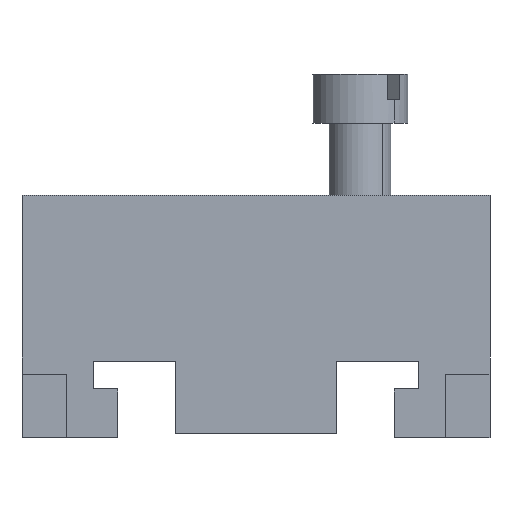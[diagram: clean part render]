
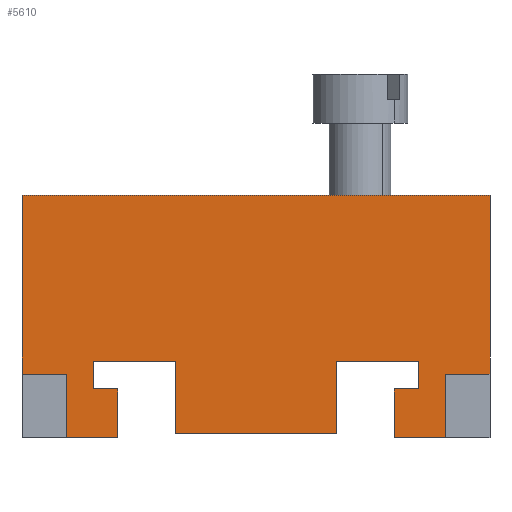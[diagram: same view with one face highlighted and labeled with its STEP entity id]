
A CAD part, left-side view. The second image highlights one B-rep face of the part: STEP entity #5610.
In plain terms, the highlighted face is planar.
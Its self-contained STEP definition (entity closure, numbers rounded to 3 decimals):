
#2850=CARTESIAN_POINT('',(-128.031,109.527,-7.9));
#2860=VERTEX_POINT('',#2850);
#2890=CARTESIAN_POINT('',(-128.031,0.,-7.9));
#2900=DIRECTION('',(0.,1.,0.));
#2910=VECTOR('',#2900,1.);
#2920=LINE('',#2890,#2910);
#2930=CARTESIAN_POINT('',(-128.031,111.827,-7.9));
#2940=VERTEX_POINT('',#2930);
#2950=EDGE_CURVE('',#2860,#2940,#2920,.T.);
#3240=CARTESIAN_POINT('',(-126.881,111.827,-7.9));
#3250=VERTEX_POINT('',#3240);
#3280=CARTESIAN_POINT('',(-126.881,-7.305,-7.9));
#3290=DIRECTION('',(0.,-1.,0.));
#3300=VECTOR('',#3290,1.);
#3310=LINE('',#3280,#3300);
#3320=CARTESIAN_POINT('',(-126.881,113.127,-7.9));
#3330=VERTEX_POINT('',#3320);
#3340=EDGE_CURVE('',#3330,#3250,#3310,.T.);
#3580=CARTESIAN_POINT('',(11.485,111.827,-7.9));
#3590=DIRECTION('',(1.,0.,0.));
#3600=VECTOR('',#3590,1.);
#3610=LINE('',#3580,#3600);
#3620=EDGE_CURVE('',#2940,#3250,#3610,.T.);
#3810=CARTESIAN_POINT('',(11.485,113.127,-7.9));
#3820=DIRECTION('',(1.,0.,0.));
#3830=VECTOR('',#3820,1.);
#3840=LINE('',#3810,#3830);
#3850=CARTESIAN_POINT('',(-130.731,113.127,-7.9));
#3860=VERTEX_POINT('',#3850);
#3870=EDGE_CURVE('',#3860,#3330,#3840,.T.);
#4240=CARTESIAN_POINT('',(-145.031,120.927,-7.9));
#4250=DIRECTION('',(0.,0.,1.));
#4260=DIRECTION('',(-1.,0.,0.));
#4270=AXIS2_PLACEMENT_3D('',#4240,#4250,#4260);
#4280=PLANE('',#4270);
#4290=CARTESIAN_POINT('',(-141.031,0.,-7.9));
#4300=DIRECTION('',(0.,-1.,0.));
#4310=VECTOR('',#4300,1.);
#4320=LINE('',#4290,#4310);
#4330=CARTESIAN_POINT('',(-141.031,111.827,-7.9));
#4340=VERTEX_POINT('',#4330);
#4350=CARTESIAN_POINT('',(-141.031,109.527,-7.9));
#4360=VERTEX_POINT('',#4350);
#4370=EDGE_CURVE('',#4340,#4360,#4320,.T.);
#4380=ORIENTED_EDGE('',*,*,#4370,.T.);
#4390=CARTESIAN_POINT('',(11.485,111.827,-7.9));
#4400=DIRECTION('',(1.,0.,0.));
#4410=VECTOR('',#4400,1.);
#4420=LINE('',#4390,#4410);
#4430=CARTESIAN_POINT('',(-142.181,111.827,-7.9));
#4440=VERTEX_POINT('',#4430);
#4450=EDGE_CURVE('',#4440,#4340,#4420,.T.);
#4460=ORIENTED_EDGE('',*,*,#4450,.T.);
#4470=CARTESIAN_POINT('',(-142.181,-7.305,-7.9));
#4480=DIRECTION('',(0.,-1.,0.));
#4490=VECTOR('',#4480,1.);
#4500=LINE('',#4470,#4490);
#4510=CARTESIAN_POINT('',(-142.181,113.127,-7.9));
#4520=VERTEX_POINT('',#4510);
#4530=EDGE_CURVE('',#4520,#4440,#4500,.T.);
#4540=ORIENTED_EDGE('',*,*,#4530,.T.);
#4550=CARTESIAN_POINT('',(11.485,113.127,-7.9));
#4560=DIRECTION('',(-1.,0.,0.));
#4570=VECTOR('',#4560,1.);
#4580=LINE('',#4550,#4570);
#4590=CARTESIAN_POINT('',(-138.331,113.127,-7.9));
#4600=VERTEX_POINT('',#4590);
#4610=EDGE_CURVE('',#4600,#4520,#4580,.T.);
#4620=ORIENTED_EDGE('',*,*,#4610,.T.);
#4630=CARTESIAN_POINT('',(-138.331,0.,-7.9));
#4640=DIRECTION('',(0.,1.,0.));
#4650=VECTOR('',#4640,1.);
#4660=LINE('',#4630,#4650);
#4670=CARTESIAN_POINT('',(-138.331,109.727,-7.9));
#4680=VERTEX_POINT('',#4670);
#4690=EDGE_CURVE('',#4680,#4600,#4660,.T.);
#4700=ORIENTED_EDGE('',*,*,#4690,.T.);
#4710=CARTESIAN_POINT('',(0.,109.727,-7.9));
#4720=DIRECTION('',(-1.,0.,0.));
#4730=VECTOR('',#4720,1.);
#4740=LINE('',#4710,#4730);
#4750=CARTESIAN_POINT('',(-130.731,109.727,-7.9));
#4760=VERTEX_POINT('',#4750);
#4770=EDGE_CURVE('',#4760,#4680,#4740,.T.);
#4780=ORIENTED_EDGE('',*,*,#4770,.T.);
#4790=CARTESIAN_POINT('',(-130.731,0.,-7.9));
#4800=DIRECTION('',(0.,-1.,0.));
#4810=VECTOR('',#4800,1.);
#4820=LINE('',#4790,#4810);
#4830=EDGE_CURVE('',#3860,#4760,#4820,.T.);
#4840=ORIENTED_EDGE('',*,*,#4830,.T.);
#4850=ORIENTED_EDGE('',*,*,#3870,.F.);
#4860=ORIENTED_EDGE('',*,*,#3340,.F.);
#4870=ORIENTED_EDGE('',*,*,#3620,.T.);
#4880=ORIENTED_EDGE('',*,*,#2950,.T.);
#4890=CARTESIAN_POINT('',(0.,109.527,-7.9));
#4900=DIRECTION('',(1.,0.,0.));
#4910=VECTOR('',#4900,1.);
#4920=LINE('',#4890,#4910);
#4930=CARTESIAN_POINT('',(-125.631,109.527,-7.9));
#4940=VERTEX_POINT('',#4930);
#4950=EDGE_CURVE('',#2860,#4940,#4920,.T.);
#4960=ORIENTED_EDGE('',*,*,#4950,.F.);
#4970=CARTESIAN_POINT('',(-125.631,-7.305,-7.9));
#4980=DIRECTION('',(0.,-1.,0.));
#4990=VECTOR('',#4980,1.);
#5000=LINE('',#4970,#4990);
#5010=CARTESIAN_POINT('',(-125.631,112.527,-7.9));
#5020=VERTEX_POINT('',#5010);
#5030=EDGE_CURVE('',#5020,#4940,#5000,.T.);
#5040=ORIENTED_EDGE('',*,*,#5030,.T.);
#5050=CARTESIAN_POINT('',(11.485,112.527,-7.9));
#5060=DIRECTION('',(1.,0.,0.));
#5070=VECTOR('',#5060,1.);
#5080=LINE('',#5050,#5070);
#5090=CARTESIAN_POINT('',(-123.531,112.527,-7.9));
#5100=VERTEX_POINT('',#5090);
#5110=EDGE_CURVE('',#5020,#5100,#5080,.T.);
#5120=ORIENTED_EDGE('',*,*,#5110,.F.);
#5130=CARTESIAN_POINT('',(-123.531,0.,-7.9));
#5140=DIRECTION('',(0.,1.,0.));
#5150=VECTOR('',#5140,1.);
#5160=LINE('',#5130,#5150);
#5170=CARTESIAN_POINT('',(-123.531,120.927,-7.9));
#5180=VERTEX_POINT('',#5170);
#5190=EDGE_CURVE('',#5100,#5180,#5160,.T.);
#5200=ORIENTED_EDGE('',*,*,#5190,.F.);
#5210=CARTESIAN_POINT('',(11.485,120.927,-7.9));
#5220=DIRECTION('',(1.,0.,0.));
#5230=VECTOR('',#5220,1.);
#5240=LINE('',#5210,#5230);
#5250=CARTESIAN_POINT('',(-145.531,120.927,-7.9));
#5260=VERTEX_POINT('',#5250);
#5270=EDGE_CURVE('',#5260,#5180,#5240,.T.);
#5280=ORIENTED_EDGE('',*,*,#5270,.T.);
#5290=CARTESIAN_POINT('',(-145.531,-7.305,-7.9));
#5300=DIRECTION('',(0.,1.,0.));
#5310=VECTOR('',#5300,1.);
#5320=LINE('',#5290,#5310);
#5330=CARTESIAN_POINT('',(-145.531,112.527,-7.9));
#5340=VERTEX_POINT('',#5330);
#5350=EDGE_CURVE('',#5340,#5260,#5320,.T.);
#5360=ORIENTED_EDGE('',*,*,#5350,.T.);
#5370=CARTESIAN_POINT('',(11.485,112.527,-7.9));
#5380=DIRECTION('',(1.,0.,0.));
#5390=VECTOR('',#5380,1.);
#5400=LINE('',#5370,#5390);
#5410=CARTESIAN_POINT('',(-143.431,112.527,-7.9));
#5420=VERTEX_POINT('',#5410);
#5430=EDGE_CURVE('',#5340,#5420,#5400,.T.);
#5440=ORIENTED_EDGE('',*,*,#5430,.F.);
#5450=CARTESIAN_POINT('',(-143.431,-7.305,-7.9));
#5460=DIRECTION('',(0.,1.,0.));
#5470=VECTOR('',#5460,1.);
#5480=LINE('',#5450,#5470);
#5490=CARTESIAN_POINT('',(-143.431,109.527,-7.9));
#5500=VERTEX_POINT('',#5490);
#5510=EDGE_CURVE('',#5500,#5420,#5480,.T.);
#5520=ORIENTED_EDGE('',*,*,#5510,.T.);
#5530=CARTESIAN_POINT('',(0.,109.527,-7.9));
#5540=DIRECTION('',(-1.,0.,0.));
#5550=VECTOR('',#5540,1.);
#5560=LINE('',#5530,#5550);
#5570=EDGE_CURVE('',#4360,#5500,#5560,.T.);
#5580=ORIENTED_EDGE('',*,*,#5570,.T.);
#5590=EDGE_LOOP('',(#5580,#5520,#5440,#5360,#5280,#5200,#5120,#5040,
#4960,#4880,#4870,#4860,#4850,#4840,#4780,#4700,#4620,#4540,#4460,#4380)
);
#5600=FACE_OUTER_BOUND('',#5590,.T.);
#5610=ADVANCED_FACE('',(#5600),#4280,.F.);
